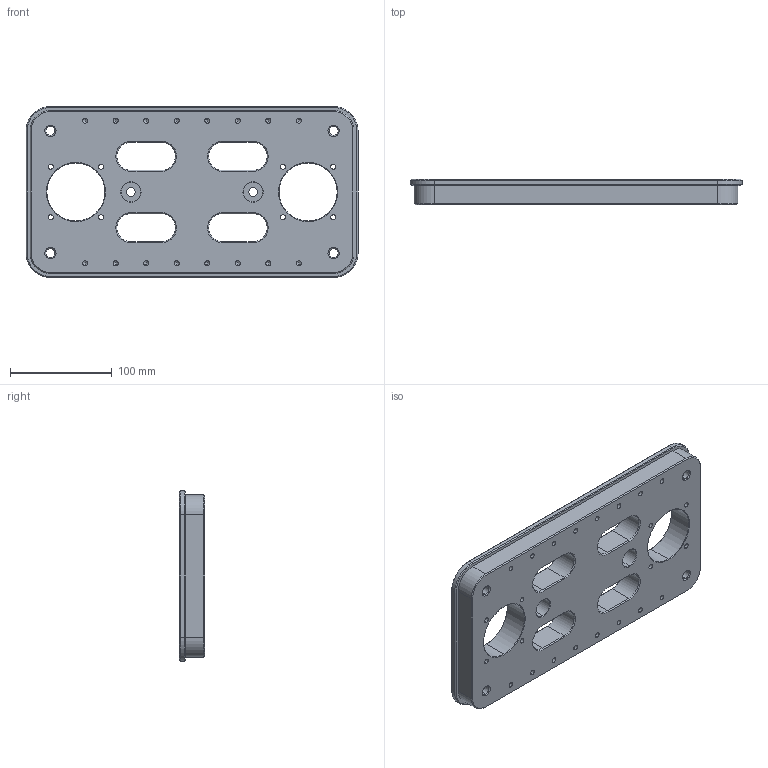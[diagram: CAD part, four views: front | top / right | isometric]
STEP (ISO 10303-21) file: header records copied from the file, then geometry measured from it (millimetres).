
FILE_DESCRIPTION (( 'STEP AP214' ), '1' );
FILE_NAME ('ST8ERBOI-MCH-P-0008A End Plate.STEP', '2025-05-16T00:12:09', ( '' ), ( '' ), 'SwSTEP 2.0', 'SolidWorks 2024', '' );
FILE_SCHEMA (( 'AUTOMOTIVE_DESIGN' ));
Length unit declared in the file: millimetre
Products named in the file (1): ST8ERBOI-MCH-P-0008A End Plate
Bounding box: 326 x 25 x 168 mm (x, y, z)
Volume: 986810.8 mm3; surface area: 142187 mm2
Topology: 1 solids, 1 shells, 225 faces, 540 edges, 304 vertices
Faces by surface type: cone 92, cylinder 84, plane 49
Entity records: 6341 total; most frequent: DIRECTION 1188, CARTESIAN_POINT 1038, ORIENTED_EDGE 1016, EDGE_CURVE 508, AXIS2_PLACEMENT_3D 454, VERTEX_POINT 304, EDGE_LOOP 284, LINE 280
